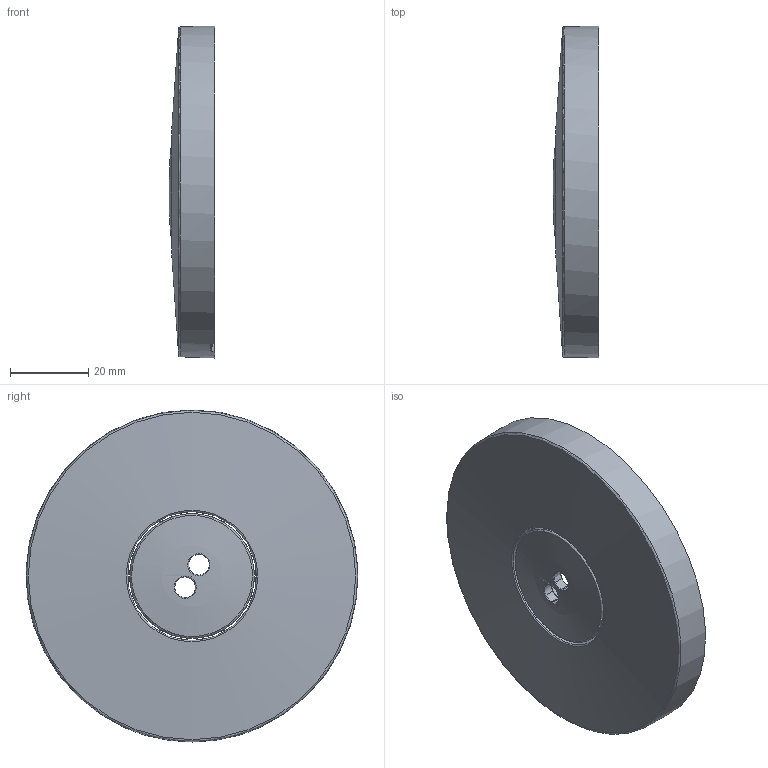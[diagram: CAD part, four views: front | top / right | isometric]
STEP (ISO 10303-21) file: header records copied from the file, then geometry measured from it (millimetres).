
FILE_DESCRIPTION(/* description */ ('Unknown'),/* implementation_level */ '2;1');
FILE_NAME(/* name */ 'M179',/* time_stamp */ '2016-04-21T10:19:19+02:00',/* author */ ('Unknown'),/* organization */ ('Unknown'),/* preprocessor_version */ 'ST-DEVELOPER v16.7',/* originating_system */ 'DEX',/* authorisation */ $);
FILE_SCHEMA (('AUTOMOTIVE_DESIGN {1 0 10303 214 3 1 1}'));
Length unit declared in the file: millimetre
Products named in the file (5): M179; E044177_021L6SC_ASM; A067067_50300DD_ASM; A019020_00701ZZ; A034026_00101ZZ
Assembly tree (4 placements, depth 3):
  M179
    E044177_021L6SC_ASM
      A067067_50300DD_ASM
      A019020_00701ZZ
    A034026_00101ZZ
Bounding box: 11.7 x 84.94 x 85 mm (x, y, z)
Volume: 18171.6 mm3; surface area: 19406.9 mm2
Topology: 2 solids, 2 shells, 1350 faces, 3555 edges, 2291 vertices
Faces by surface type: bspline 641, plane 466, cylinder 131, torus 82, sphere 19, cone 11
Full cylindrical faces by diameter (mm): 1.8 x2, 6 x1
Entity records: 53526 total; most frequent: CARTESIAN_POINT 24711, ORIENTED_EDGE 7010, DIRECTION 4061, EDGE_CURVE 3505, VERTEX_POINT 2272, LINE 1623, VECTOR 1623, FACE_BOUND 1469
